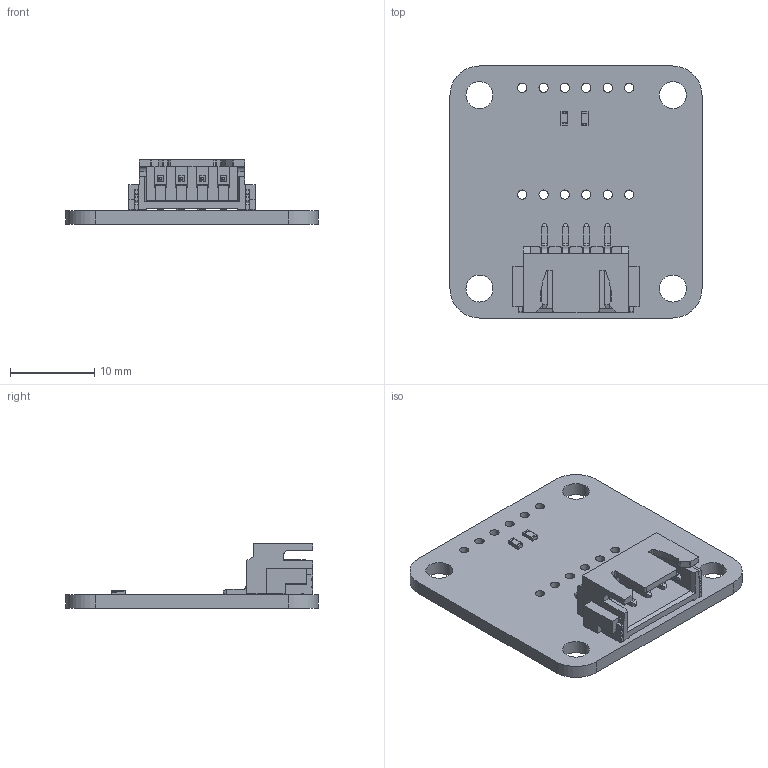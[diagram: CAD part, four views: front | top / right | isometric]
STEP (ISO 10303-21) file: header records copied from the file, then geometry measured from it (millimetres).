
FILE_DESCRIPTION(('Designed by EasyEDA Pro'),'2;1');
FILE_NAME('Open CASCADE Shape Model','2024-03-26T18:58:42',('Author'),( 'Open CASCADE'),'Open CASCADE STEP processor 7.6','Open CASCADE 7.6' ,'Unknown');
FILE_SCHEMA(('AUTOMOTIVE_DESIGN { 1 0 10303 214 1 1 1 1 }'));
Length unit declared in the file: millimetre
Products named in the file (15): PCBModel; COMPOUND; FPC2; CONN-SMD_4P-P2.50_DEALON_XH-4PWB; SOLID; R46; R0603; R48
Assembly tree (15 placements, depth 4):
  PCBModel
    COMPOUND
    FPC2
      CONN-SMD_4P-P2.50_DEALON_XH-4PWB
        SOLID
        SOLID
        SOLID
        SOLID
        SOLID
        SOLID
        SOLID
    R46
      R0603
        COMPOUND
    R48
      R0603
        COMPOUND
Bounding box: 29.97 x 29.97 x 7.65 mm (x, y, z)
Volume: 1617.2 mm3; surface area: 2925.2 mm2
Topology: 16 solids, 16 shells, 991 faces, 2692 edges, 1778 vertices
Faces by surface type: plane 705, bspline 196, cylinder 90
Full cylindrical faces by diameter (mm): 1.1 x12, 3.2 x4
Entity records: 30095 total; most frequent: CARTESIAN_POINT 5334, ORIENTED_EDGE 3962, DIRECTION 3251, EDGE_CURVE 1981, LINE 1601, VECTOR 1601, VERTEX_POINT 1304, AXIS2_PLACEMENT_3D 825
